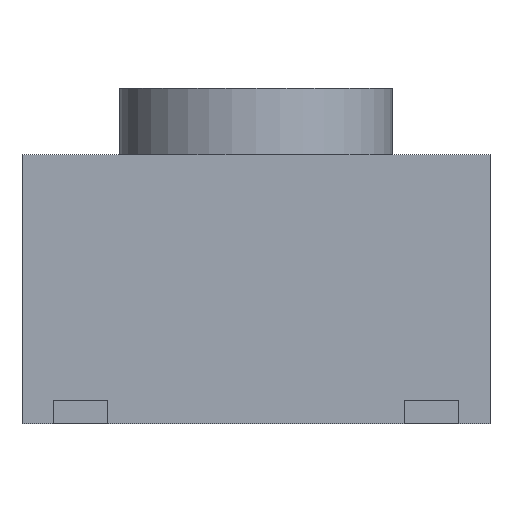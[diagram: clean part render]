
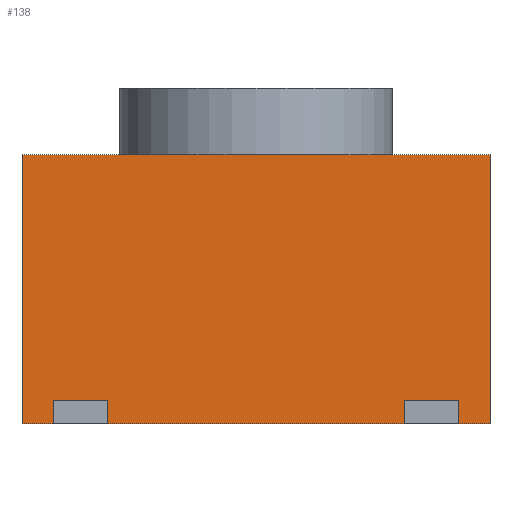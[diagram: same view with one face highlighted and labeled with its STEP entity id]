
A CAD part, left-side view. The second image highlights one B-rep face of the part: STEP entity #138.
In plain terms, the highlighted planar face has unit normal (-1, 0, 0).
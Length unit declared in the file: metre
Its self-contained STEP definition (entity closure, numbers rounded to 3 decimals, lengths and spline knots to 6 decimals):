
#138 = ADVANCED_FACE( '', ( #269 ), #270, .T. );
#269 = FACE_OUTER_BOUND( '', #401, .T. );
#270 = PLANE( '', #402 );
#401 = EDGE_LOOP( '', ( #639, #640, #641, #642 ) );
#402 = AXIS2_PLACEMENT_3D( '', #643, #644, #645 );
#639 = ORIENTED_EDGE( '', *, *, #676, .F. );
#640 = ORIENTED_EDGE( '', *, *, #696, .F. );
#641 = ORIENTED_EDGE( '', *, *, #749, .T. );
#642 = ORIENTED_EDGE( '', *, *, #754, .T. );
#643 = CARTESIAN_POINT( '', ( -0.003, -0.000056, 0.00345 ) );
#644 = DIRECTION( '', ( -1., 0., 0. ) );
#645 = DIRECTION( '', ( 0., -1., 0. ) );
#676 = EDGE_CURVE( '', #772, #774, #775, .T. );
#696 = EDGE_CURVE( '', #807, #772, #809, .T. );
#749 = EDGE_CURVE( '', #807, #882, #884, .T. );
#754 = EDGE_CURVE( '', #882, #774, #889, .T. );
#772 = VERTEX_POINT( '', #910 );
#774 = VERTEX_POINT( '', #913 );
#775 = LINE( '', #914, #915 );
#807 = VERTEX_POINT( '', #961 );
#809 = LINE( '', #964, #965 );
#882 = VERTEX_POINT( '', #1072 );
#884 = LINE( '', #1075, #1076 );
#889 = LINE( '', #1081, #1082 );
#910 = CARTESIAN_POINT( '', ( -0.003, -0.003, 0. ) );
#913 = CARTESIAN_POINT( '', ( -0.003, 0.003, 0. ) );
#914 = CARTESIAN_POINT( '', ( -0.003, -0.000056, 0. ) );
#915 = VECTOR( '', #1104, 1. );
#961 = CARTESIAN_POINT( '', ( -0.003, -0.003, 0.00345 ) );
#964 = CARTESIAN_POINT( '', ( -0.003, -0.003, 0.00345 ) );
#965 = VECTOR( '', #1120, 1. );
#1072 = CARTESIAN_POINT( '', ( -0.003, 0.003, 0.00345 ) );
#1075 = CARTESIAN_POINT( '', ( -0.003, -0.000056, 0.00345 ) );
#1076 = VECTOR( '', #1159, 1. );
#1081 = CARTESIAN_POINT( '', ( -0.003, 0.003, 0.00345 ) );
#1082 = VECTOR( '', #1160, 1. );
#1104 = DIRECTION( '', ( 0., 1., 0. ) );
#1120 = DIRECTION( '', ( 0., 0., -1. ) );
#1159 = DIRECTION( '', ( 0., 1., 0. ) );
#1160 = DIRECTION( '', ( 0., 0., -1. ) );
